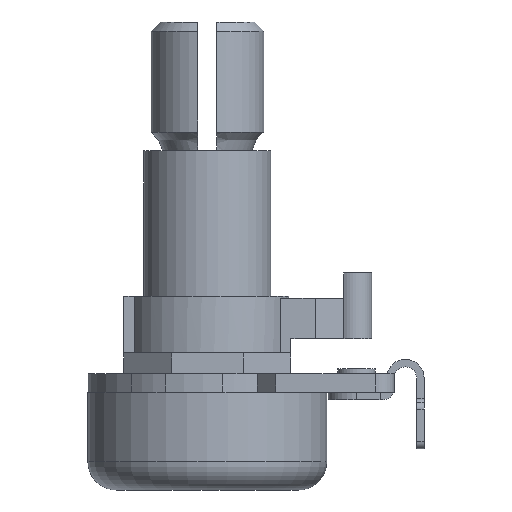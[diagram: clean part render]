
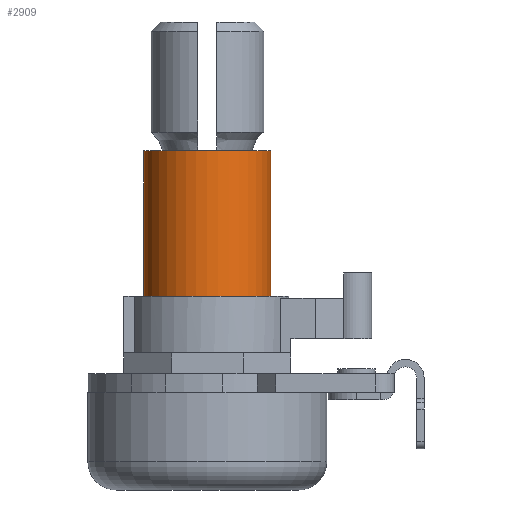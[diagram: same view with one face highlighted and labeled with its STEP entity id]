
A CAD part, left-side view. The second image highlights one B-rep face of the part: STEP entity #2909.
In plain terms, the highlighted cylindrical face has radius 3.375 mm (diameter 6.75 mm), a full revolution.
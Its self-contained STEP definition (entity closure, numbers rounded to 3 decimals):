
#2882=CARTESIAN_POINT('',(0.,0.,10.3));
#2883=DIRECTION('',(0.0,0.,1.0));
#2884=DIRECTION('',(1.0,0.0,0.0));
#2885=AXIS2_PLACEMENT_3D('',#2882,#2883,#2884);
#2886=CYLINDRICAL_SURFACE('',#2885,3.375);
#2887=CARTESIAN_POINT('',(3.375,0.,18.05));
#2888=VERTEX_POINT('',#2887);
#2889=CARTESIAN_POINT('',(0.,0.,18.05));
#2890=DIRECTION('',(0.0,0.0,-1.0));
#2891=DIRECTION('',(1.0,0.0,0.0));
#2892=AXIS2_PLACEMENT_3D('',#2889,#2890,#2891);
#2893=CIRCLE('',#2892,3.375);
#2894=EDGE_CURVE('',#2888,#2888,#2893,.T.);
#2895=ORIENTED_EDGE('',*,*,#2894,.T.);
#2896=EDGE_LOOP('',(#2895));
#2897=FACE_OUTER_BOUND('',#2896,.T.);
#2898=CARTESIAN_POINT('',(3.375,0.,10.3));
#2899=VERTEX_POINT('',#2898);
#2900=CARTESIAN_POINT('',(0.,0.,10.3));
#2901=DIRECTION('',(0.0,0.0,1.0));
#2902=DIRECTION('',(1.0,0.0,0.0));
#2903=AXIS2_PLACEMENT_3D('',#2900,#2901,#2902);
#2904=CIRCLE('',#2903,3.375);
#2905=EDGE_CURVE('',#2899,#2899,#2904,.T.);
#2906=ORIENTED_EDGE('',*,*,#2905,.T.);
#2907=EDGE_LOOP('',(#2906));
#2908=FACE_BOUND('',#2907,.T.);
#2909=ADVANCED_FACE('',(#2897,#2908),#2886,.T.);
